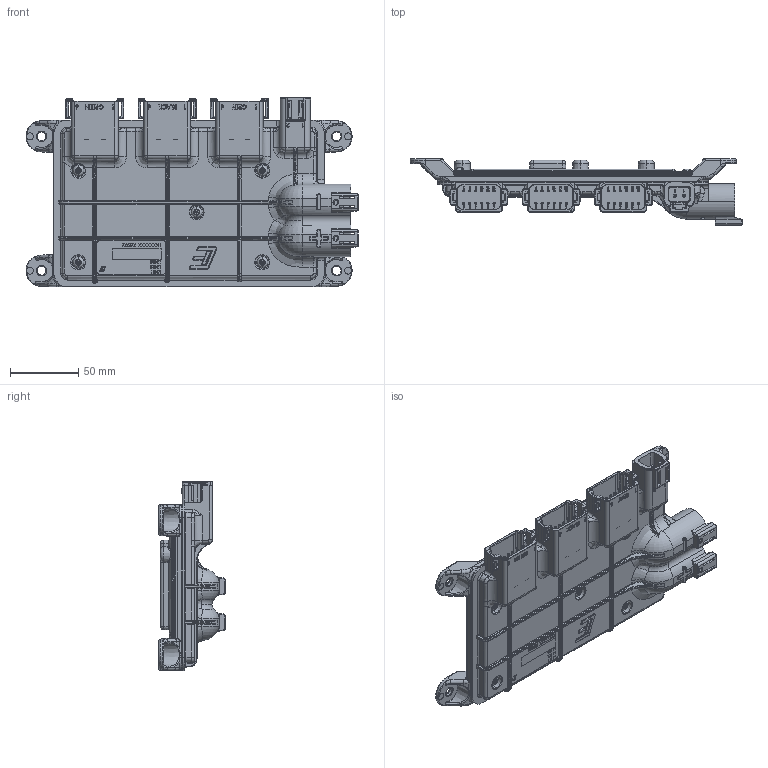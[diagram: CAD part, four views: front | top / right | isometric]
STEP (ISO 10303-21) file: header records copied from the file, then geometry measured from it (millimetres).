
FILE_DESCRIPTION (( 'STEP AP203' ), '1' );
FILE_NAME ('E2443000A.STEP', '2011-05-10T20:31:21', ( 'jsaunders' ), ( '' ), 'SwSTEP 2.0', 'SolidWorks 2010', '' );
FILE_SCHEMA (( 'CONFIG_CONTROL_DESIGN' ));
Products named in the file (1): E2443000A
Bounding box: 243.71 x 48.61 x 139.33 mm (x, y, z)
Volume: 500009.9 mm3; surface area: 102657 mm2
Topology: 1 solids, 1 shells, 4570 faces, 11640 edges, 7199 vertices
Faces by surface type: plane 1687, bspline 1199, cylinder 1009, torus 428, cone 217, sphere 30
Entity records: 183222 total; most frequent: CARTESIAN_POINT 82364, ORIENTED_EDGE 23116, DIRECTION 18129, EDGE_CURVE 11558, VERTEX_POINT 7199, AXIS2_PLACEMENT_3D 6201, LINE 5727, VECTOR 5727
